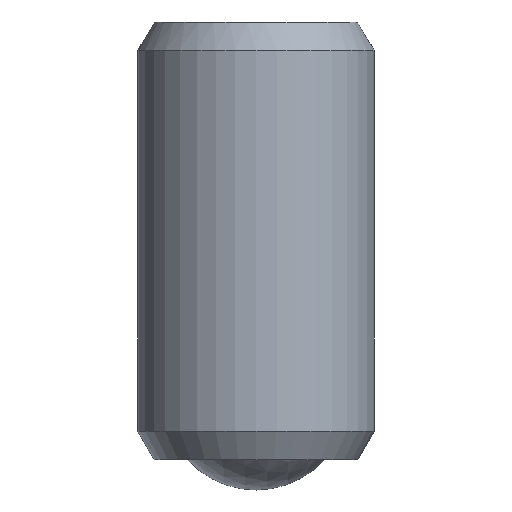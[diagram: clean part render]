
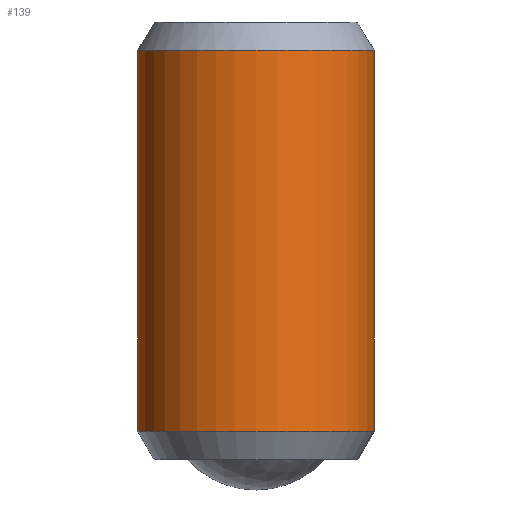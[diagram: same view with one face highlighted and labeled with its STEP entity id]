
A CAD part, front view. The second image highlights one B-rep face of the part: STEP entity #139.
In plain terms, the highlighted cylindrical face has radius 3.97 mm (diameter 7.94 mm), a partial arc.
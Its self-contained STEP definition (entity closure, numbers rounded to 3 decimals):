
#87=EDGE_CURVE('',#123,#125,#230,.T.);
#93=EDGE_CURVE('',#113,#123,#237,.T.);
#97=EDGE_CURVE('',#193,#125,#242,.T.);
#101=EDGE_CURVE('',#193,#113,#246,.T.);
#113=VERTEX_POINT('',#260);
#123=VERTEX_POINT('',#271);
#125=VERTEX_POINT('',#273);
#139=ADVANCED_FACE('',(#287),#288,.T.);
#193=VERTEX_POINT('',#350);
#230=LINE('',#379,#380);
#237=CIRCLE('',#390,3.97);
#242=CIRCLE('',#396,3.97);
#246=LINE('',#411,#412);
#260=CARTESIAN_POINT('',(-3.97,0.,1.973));
#271=CARTESIAN_POINT('',(3.97,0.,1.973));
#273=CARTESIAN_POINT('',(3.97,0.,14.747));
#287=FACE_OUTER_BOUND('',#469,.T.);
#288=CYLINDRICAL_SURFACE('',#470,3.97);
#350=CARTESIAN_POINT('',(-3.97,0.,14.747));
#379=CARTESIAN_POINT('',(3.97,0.,8.36));
#380=VECTOR('',#595,1.0);
#390=AXIS2_PLACEMENT_3D('',#609,#610,#611);
#396=AXIS2_PLACEMENT_3D('',#618,#619,#620);
#411=CARTESIAN_POINT('',(-3.97,0.,8.36));
#412=VECTOR('',#621,1.0);
#469=EDGE_LOOP('',(#651,#652,#653,#654));
#470=AXIS2_PLACEMENT_3D('',#655,#656,#657);
#595=DIRECTION('',(0.,0.0,1.0));
#609=CARTESIAN_POINT('',(0.,0.0,1.973));
#610=DIRECTION('',(0.,0.,1.0));
#611=DIRECTION('',(1.0,0.,0.));
#618=CARTESIAN_POINT('',(0.,0.0,14.747));
#619=DIRECTION('',(0.,0.,1.0));
#620=DIRECTION('',(1.0,0.,0.));
#621=DIRECTION('',(0.,-0.0,-1.0));
#651=ORIENTED_EDGE('',*,*,#87,.T.);
#652=ORIENTED_EDGE('',*,*,#97,.F.);
#653=ORIENTED_EDGE('',*,*,#101,.T.);
#654=ORIENTED_EDGE('',*,*,#93,.T.);
#655=CARTESIAN_POINT('',(0.,0.0,8.36));
#656=DIRECTION('',(0.,0.,-1.0));
#657=DIRECTION('',(1.0,0.,0.));
